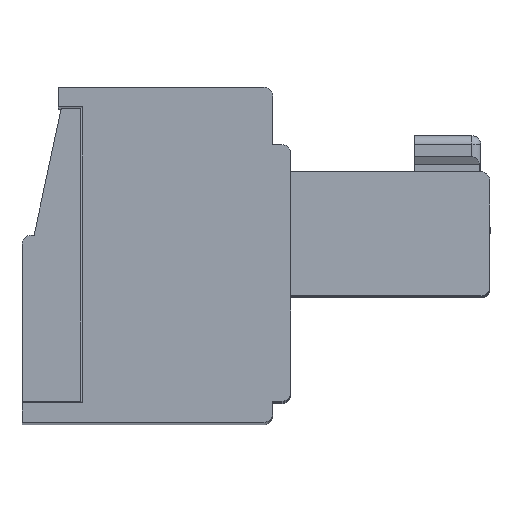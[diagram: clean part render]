
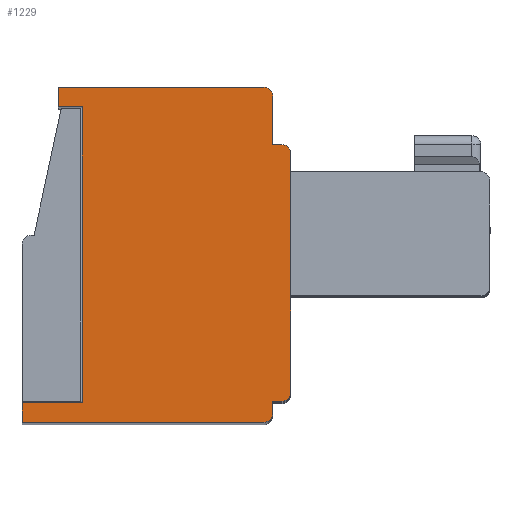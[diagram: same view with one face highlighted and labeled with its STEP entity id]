
A CAD part, top view. The second image highlights one B-rep face of the part: STEP entity #1229.
In plain terms, the highlighted planar face has unit normal (0, 0, 1).
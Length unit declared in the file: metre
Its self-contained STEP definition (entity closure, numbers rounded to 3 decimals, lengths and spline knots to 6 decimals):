
#1229=ADVANCED_FACE('',(#3445),#3446,.F.);
#3445=FACE_OUTER_BOUND('',#6782,.T.);
#3446=PLANE('',#6783);
#6782=EDGE_LOOP('',(#10500,#10501,#10502,#10503,#10504,#10505,#10506,#10507,#10508,#10509,#10510,#10511,#10512,#10513,#10514,#10515));
#6783=AXIS2_PLACEMENT_3D('',#10516,#10517,#10518);
#10500=ORIENTED_EDGE('',*,*,#19863,.T.);
#10501=ORIENTED_EDGE('',*,*,#19864,.T.);
#10502=ORIENTED_EDGE('',*,*,#19865,.T.);
#10503=ORIENTED_EDGE('',*,*,#19860,.T.);
#10504=ORIENTED_EDGE('',*,*,#19866,.T.);
#10505=ORIENTED_EDGE('',*,*,#19867,.F.);
#10506=ORIENTED_EDGE('',*,*,#19868,.T.);
#10507=ORIENTED_EDGE('',*,*,#19869,.T.);
#10508=ORIENTED_EDGE('',*,*,#19870,.T.);
#10509=ORIENTED_EDGE('',*,*,#19871,.T.);
#10510=ORIENTED_EDGE('',*,*,#19872,.T.);
#10511=ORIENTED_EDGE('',*,*,#19873,.T.);
#10512=ORIENTED_EDGE('',*,*,#19874,.T.);
#10513=ORIENTED_EDGE('',*,*,#19875,.F.);
#10514=ORIENTED_EDGE('',*,*,#19876,.T.);
#10515=ORIENTED_EDGE('',*,*,#19877,.T.);
#10516=CARTESIAN_POINT('',(0.013673,0.00851,0.037633));
#10517=DIRECTION('',(0.,0.,-1.0));
#10518=DIRECTION('',(0.0,-1.0,0.));
#19860=EDGE_CURVE('',#23830,#23828,#23831,.T.);
#19863=EDGE_CURVE('',#23834,#23835,#23836,.T.);
#19864=EDGE_CURVE('',#23835,#23837,#23838,.T.);
#19865=EDGE_CURVE('',#23837,#23830,#23839,.T.);
#19866=EDGE_CURVE('',#23828,#23840,#23841,.T.);
#19867=EDGE_CURVE('',#23842,#23840,#23843,.T.);
#19868=EDGE_CURVE('',#23842,#23844,#23845,.T.);
#19869=EDGE_CURVE('',#23844,#23846,#23847,.T.);
#19870=EDGE_CURVE('',#23846,#23848,#23849,.T.);
#19871=EDGE_CURVE('',#23848,#23850,#23851,.T.);
#19872=EDGE_CURVE('',#23850,#23852,#23853,.T.);
#19873=EDGE_CURVE('',#23852,#23854,#23855,.T.);
#19874=EDGE_CURVE('',#23854,#23856,#23857,.T.);
#19875=EDGE_CURVE('',#23858,#23856,#23859,.T.);
#19876=EDGE_CURVE('',#23858,#23860,#23861,.T.);
#19877=EDGE_CURVE('',#23860,#23834,#23862,.T.);
#23828=VERTEX_POINT('',#29703);
#23830=VERTEX_POINT('',#29706);
#23831=LINE('',#29707,#29708);
#23834=VERTEX_POINT('',#29712);
#23835=VERTEX_POINT('',#29713);
#23836=LINE('',#29714,#29715);
#23837=VERTEX_POINT('',#29716);
#23838=CIRCLE('',#29717,0.0003);
#23839=LINE('',#29718,#29719);
#23840=VERTEX_POINT('',#29720);
#23841=CIRCLE('',#29721,0.0003);
#23842=VERTEX_POINT('',#29722);
#23843=LINE('',#29723,#29724);
#23844=VERTEX_POINT('',#29725);
#23845=CIRCLE('',#29726,0.0003);
#23846=VERTEX_POINT('',#29727);
#23847=LINE('',#29728,#29729);
#23848=VERTEX_POINT('',#29730);
#23849=LINE('',#29731,#29732);
#23850=VERTEX_POINT('',#29733);
#23851=CIRCLE('',#29734,0.0003);
#23852=VERTEX_POINT('',#29735);
#23853=LINE('',#29736,#29737);
#23854=VERTEX_POINT('',#29738);
#23855=LINE('',#29739,#29740);
#23856=VERTEX_POINT('',#29741);
#23857=LINE('',#29742,#29743);
#23858=VERTEX_POINT('',#29744);
#23859=LINE('',#29745,#29746);
#23860=VERTEX_POINT('',#29747);
#23861=LINE('',#29748,#29749);
#23862=LINE('',#29750,#29751);
#29703=CARTESIAN_POINT('',(0.007073,0.00121,0.037633));
#29706=CARTESIAN_POINT('',(0.006773,0.00121,0.037633));
#29707=CARTESIAN_POINT('',(0.013673,0.00121,0.037633));
#29708=VECTOR('',#37410,1.0);
#29712=CARTESIAN_POINT('',(-0.001527,0.00051,0.037633));
#29713=CARTESIAN_POINT('',(0.006473,0.00051,0.037633));
#29714=CARTESIAN_POINT('',(0.013673,0.00051,0.037633));
#29715=VECTOR('',#37412,1.0);
#29716=CARTESIAN_POINT('',(0.006773,0.00081,0.037633));
#29717=AXIS2_PLACEMENT_3D('',#37413,#37414,#37415);
#29718=CARTESIAN_POINT('',(0.006773,0.00851,0.037633));
#29719=VECTOR('',#37416,1.0);
#29720=CARTESIAN_POINT('',(0.007373,0.00151,0.037633));
#29721=AXIS2_PLACEMENT_3D('',#37417,#37418,#37419);
#29722=CARTESIAN_POINT('',(0.007373,0.00941,0.037633));
#29723=CARTESIAN_POINT('',(0.007373,0.00941,0.037633));
#29724=VECTOR('',#37420,1.0);
#29725=CARTESIAN_POINT('',(0.007073,0.00971,0.037633));
#29726=AXIS2_PLACEMENT_3D('',#37421,#37422,#37423);
#29727=CARTESIAN_POINT('',(0.006773,0.00971,0.037633));
#29728=CARTESIAN_POINT('',(0.006773,0.00971,0.037633));
#29729=VECTOR('',#37424,1.0);
#29730=CARTESIAN_POINT('',(0.006773,0.01131,0.037633));
#29731=CARTESIAN_POINT('',(0.006773,0.00851,0.037633));
#29732=VECTOR('',#37425,1.0);
#29733=CARTESIAN_POINT('',(0.006473,0.01161,0.037633));
#29734=AXIS2_PLACEMENT_3D('',#37426,#37427,#37428);
#29735=CARTESIAN_POINT('',(-0.000327,0.01161,0.037633));
#29736=CARTESIAN_POINT('',(0.013673,0.01161,0.037633));
#29737=VECTOR('',#37429,1.0);
#29738=CARTESIAN_POINT('',(-0.000327,0.01096,0.037633));
#29739=CARTESIAN_POINT('',(-0.000327,0.00851,0.037633));
#29740=VECTOR('',#37430,1.0);
#29741=CARTESIAN_POINT('',(0.000473,0.01096,0.037633));
#29742=CARTESIAN_POINT('',(0.013673,0.01096,0.037633));
#29743=VECTOR('',#37431,1.0);
#29744=CARTESIAN_POINT('',(0.000473,0.00116,0.037633));
#29745=CARTESIAN_POINT('',(0.000473,0.00116,0.037633));
#29746=VECTOR('',#37432,1.0);
#29747=CARTESIAN_POINT('',(-0.001527,0.00116,0.037633));
#29748=CARTESIAN_POINT('',(0.013673,0.00116,0.037633));
#29749=VECTOR('',#37433,1.0);
#29750=CARTESIAN_POINT('',(-0.001527,0.00851,0.037633));
#29751=VECTOR('',#37434,1.0);
#37410=DIRECTION('',(1.0,0.,0.));
#37412=DIRECTION('',(1.0,0.,0.));
#37413=CARTESIAN_POINT('',(0.006473,0.00081,0.037633));
#37414=DIRECTION('',(0.,0.,1.0));
#37415=DIRECTION('',(-1.0,0.,0.));
#37416=DIRECTION('',(0.,1.0,0.));
#37417=CARTESIAN_POINT('',(0.007073,0.00151,0.037633));
#37418=DIRECTION('',(0.,0.,1.0));
#37419=DIRECTION('',(-1.0,0.,0.));
#37420=DIRECTION('',(0.,-1.0,0.0));
#37421=CARTESIAN_POINT('',(0.007073,0.00941,0.037633));
#37422=DIRECTION('',(0.,0.,1.0));
#37423=DIRECTION('',(-1.0,0.0,0.));
#37424=DIRECTION('',(-1.0,0.,0.));
#37425=DIRECTION('',(0.,1.0,0.));
#37426=CARTESIAN_POINT('',(0.006473,0.01131,0.037633));
#37427=DIRECTION('',(0.,0.,1.0));
#37428=DIRECTION('',(-1.0,0.,0.));
#37429=DIRECTION('',(-1.0,0.,0.));
#37430=DIRECTION('',(0.,-1.0,0.));
#37431=DIRECTION('',(1.0,0.,0.));
#37432=DIRECTION('',(0.,1.0,0.0));
#37433=DIRECTION('',(-1.0,0.,0.));
#37434=DIRECTION('',(0.,-1.0,0.));
